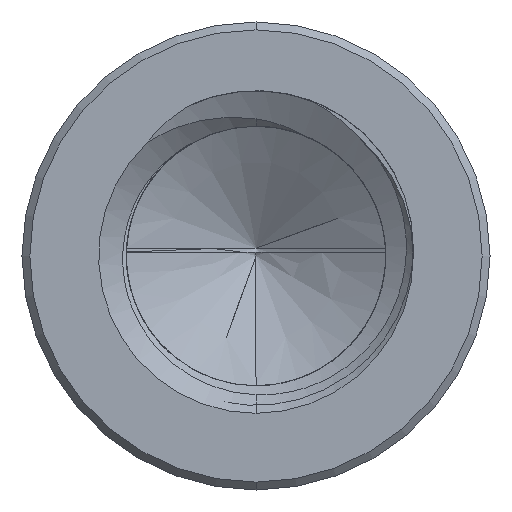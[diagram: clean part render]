
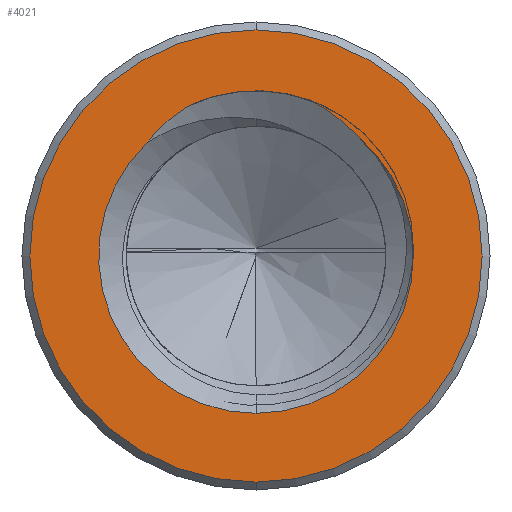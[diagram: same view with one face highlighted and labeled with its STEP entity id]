
A CAD part, front view. The second image highlights one B-rep face of the part: STEP entity #4021.
In plain terms, the highlighted planar face has unit normal (0, -1, 0).
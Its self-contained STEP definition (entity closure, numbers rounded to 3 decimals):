
#278 = ORIENTED_EDGE ( 'NONE', *, *, #7755, .T. ) ;
#316 = CARTESIAN_POINT ( 'NONE',  ( 0.903, -29., 1.875 ) ) ;
#480 = PLANE ( 'NONE',  #3095 ) ;
#841 = CARTESIAN_POINT ( 'NONE',  ( -1.394, -29., 1.435 ) ) ;
#980 = ORIENTED_EDGE ( 'NONE', *, *, #9185, .T. ) ;
#1089 = CARTESIAN_POINT ( 'NONE',  ( 0.675, -29., 1.984 ) ) ;
#1438 = DIRECTION ( 'NONE',  ( 0., 0., 1. ) ) ;
#1842 = CARTESIAN_POINT ( 'NONE',  ( -0.874, -29., 1.9 ) ) ;
#1869 = B_SPLINE_CURVE_WITH_KNOTS ( 'NONE', 3,
 ( #4897, #8233, #4247, #5710, #8167, #9736 ),
 .UNSPECIFIED., .F., .F.,
 ( 4, 2, 4 ),
 ( 0., 0., 0.001 ),
 .UNSPECIFIED. ) ;
#2125 = CARTESIAN_POINT ( 'NONE',  ( 0., -29., 0. ) ) ;
#2227 = EDGE_LOOP ( 'NONE', ( #4935, #980, #8877, #9413, #2542 ) ) ;
#2283 = VERTEX_POINT ( 'NONE', #8411 ) ;
#2542 = ORIENTED_EDGE ( 'NONE', *, *, #9015, .T. ) ;
#2544 = AXIS2_PLACEMENT_3D ( 'NONE', #8023, #9656, #4863 ) ;
#2735 = DIRECTION ( 'NONE',  ( 0., 1., 0. ) ) ;
#2768 = DIRECTION ( 'NONE',  ( 0., 0., 1. ) ) ;
#2817 = CARTESIAN_POINT ( 'NONE',  ( 1.276, -29., 1.54 ) ) ;
#2870 = AXIS2_PLACEMENT_3D ( 'NONE', #5882, #2735, #2768 ) ;
#3041 = CIRCLE ( 'NONE', #2544, 2.875 ) ;
#3085 = VERTEX_POINT ( 'NONE', #5515 ) ;
#3095 = AXIS2_PLACEMENT_3D ( 'NONE', #2125, #5145, #10038 ) ;
#3348 = CARTESIAN_POINT ( 'NONE',  ( 0., -29., 0. ) ) ;
#3497 = CARTESIAN_POINT ( 'NONE',  ( 0.675, -29., 1.984 ) ) ;
#3606 = CIRCLE ( 'NONE', #6511, 2. ) ;
#3688 = EDGE_CURVE ( 'NONE', #8062, #9674, #4838, .T. ) ;
#4021 = ADVANCED_FACE ( 'NONE', ( #5983, #7869 ), #480, .F. ) ;
#4163 = CIRCLE ( 'NONE', #2870, 2. ) ;
#4247 = CARTESIAN_POINT ( 'NONE',  ( -1.067, -29., 1.768 ) ) ;
#4285 = CARTESIAN_POINT ( 'NONE',  ( 1.276, -29., 1.54 ) ) ;
#4580 = EDGE_LOOP ( 'NONE', ( #278, #7250 ) ) ;
#4807 = CIRCLE ( 'NONE', #7195, 2.875 ) ;
#4838 = B_SPLINE_CURVE_WITH_KNOTS ( 'NONE', 3,
 ( #4285, #9841, #316, #3497 ),
 .UNSPECIFIED., .F., .F.,
 ( 4, 4 ),
 ( 0.003, 0.004 ),
 .UNSPECIFIED. ) ;
#4863 = DIRECTION ( 'NONE',  ( 0., 0., 1. ) ) ;
#4882 = DIRECTION ( 'NONE',  ( 0., -1., 0. ) ) ;
#4897 = CARTESIAN_POINT ( 'NONE',  ( -0.874, -29., 1.9 ) ) ;
#4935 = ORIENTED_EDGE ( 'NONE', *, *, #3688, .F. ) ;
#5145 = DIRECTION ( 'NONE',  ( 0., 1., 0. ) ) ;
#5467 = CARTESIAN_POINT ( 'NONE',  ( 0., -29., 0. ) ) ;
#5515 = CARTESIAN_POINT ( 'NONE',  ( 0., -29., -2. ) ) ;
#5697 = CARTESIAN_POINT ( 'NONE',  ( 0., -29., -2.875 ) ) ;
#5710 = CARTESIAN_POINT ( 'NONE',  ( -1.241, -29., 1.613 ) ) ;
#5882 = CARTESIAN_POINT ( 'NONE',  ( 0., -29., 0.101 ) ) ;
#5983 = FACE_OUTER_BOUND ( 'NONE', #4580, .T. ) ;
#6195 = CARTESIAN_POINT ( 'NONE',  ( 0., -29., 0. ) ) ;
#6227 = VERTEX_POINT ( 'NONE', #5697 ) ;
#6243 = VERTEX_POINT ( 'NONE', #1842 ) ;
#6287 = DIRECTION ( 'NONE',  ( 0., 0., 1. ) ) ;
#6511 = AXIS2_PLACEMENT_3D ( 'NONE', #6195, #8651, #6287 ) ;
#6851 = EDGE_CURVE ( 'NONE', #6243, #9449, #1869, .T. ) ;
#6954 = DIRECTION ( 'NONE',  ( 0., 1., 0. ) ) ;
#7195 = AXIS2_PLACEMENT_3D ( 'NONE', #3348, #4882, #8153 ) ;
#7250 = ORIENTED_EDGE ( 'NONE', *, *, #10005, .T. ) ;
#7755 = EDGE_CURVE ( 'NONE', #2283, #6227, #4807, .T. ) ;
#7869 = FACE_BOUND ( 'NONE', #2227, .T. ) ;
#8023 = CARTESIAN_POINT ( 'NONE',  ( 0., -29., 0. ) ) ;
#8062 = VERTEX_POINT ( 'NONE', #2817 ) ;
#8153 = DIRECTION ( 'NONE',  ( 0., 0., 1. ) ) ;
#8167 = CARTESIAN_POINT ( 'NONE',  ( -1.322, -29., 1.527 ) ) ;
#8233 = CARTESIAN_POINT ( 'NONE',  ( -0.974, -29., 1.838 ) ) ;
#8411 = CARTESIAN_POINT ( 'NONE',  ( 0., -29., 2.875 ) ) ;
#8651 = DIRECTION ( 'NONE',  ( 0., 1., 0. ) ) ;
#8715 = EDGE_CURVE ( 'NONE', #3085, #9449, #3606, .T. ) ;
#8877 = ORIENTED_EDGE ( 'NONE', *, *, #8715, .T. ) ;
#9015 = EDGE_CURVE ( 'NONE', #6243, #9674, #4163, .T. ) ;
#9185 = EDGE_CURVE ( 'NONE', #8062, #3085, #9518, .T. ) ;
#9413 = ORIENTED_EDGE ( 'NONE', *, *, #6851, .F. ) ;
#9449 = VERTEX_POINT ( 'NONE', #841 ) ;
#9518 = CIRCLE ( 'NONE', #9813, 2. ) ;
#9656 = DIRECTION ( 'NONE',  ( 0., -1., 0. ) ) ;
#9674 = VERTEX_POINT ( 'NONE', #1089 ) ;
#9736 = CARTESIAN_POINT ( 'NONE',  ( -1.394, -29., 1.435 ) ) ;
#9813 = AXIS2_PLACEMENT_3D ( 'NONE', #5467, #6954, #1438 ) ;
#9841 = CARTESIAN_POINT ( 'NONE',  ( 1.106, -29., 1.725 ) ) ;
#10005 = EDGE_CURVE ( 'NONE', #6227, #2283, #3041, .T. ) ;
#10038 = DIRECTION ( 'NONE',  ( 0., 0., 1. ) ) ;
